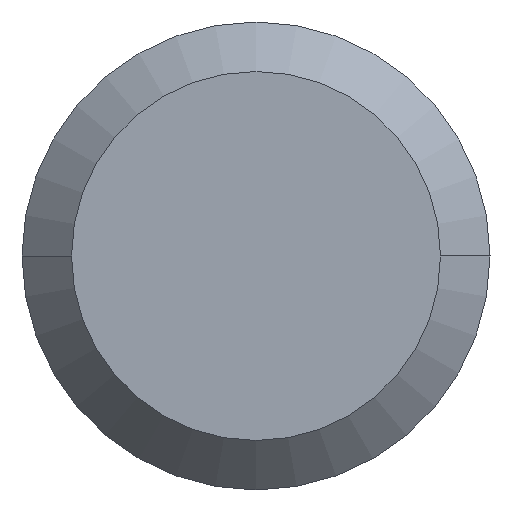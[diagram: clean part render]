
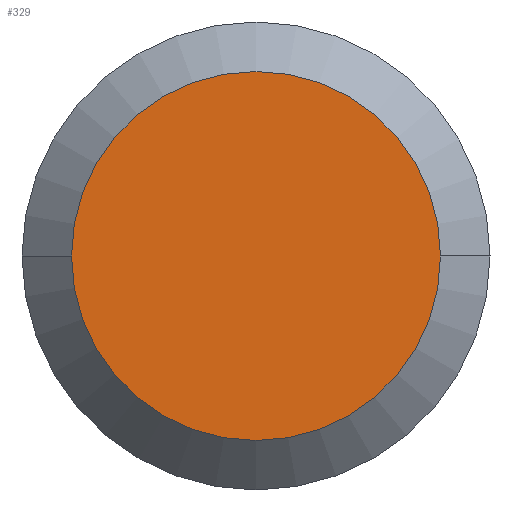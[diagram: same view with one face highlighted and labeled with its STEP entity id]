
A CAD part, left-side view. The second image highlights one B-rep face of the part: STEP entity #329.
In plain terms, the highlighted planar face has unit normal (-1, 0, 0).
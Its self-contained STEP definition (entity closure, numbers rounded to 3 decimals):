
#6 = EDGE_CURVE ( 'NONE', #141, #349, #109, .T. ) ;
#9 = DIRECTION ( 'NONE',  ( 0., 1., 0. ) ) ;
#16 = DIRECTION ( 'NONE',  ( 0., -1., 0. ) ) ;
#43 = FACE_OUTER_BOUND ( 'NONE', #104, .T. ) ;
#56 = PLANE ( 'NONE',  #98 ) ;
#87 = CARTESIAN_POINT ( 'NONE',  ( 0., 2.365, 0. ) ) ;
#90 = CARTESIAN_POINT ( 'NONE',  ( 0., 0., 0. ) ) ;
#92 = DIRECTION ( 'NONE',  ( 0., 1., 0. ) ) ;
#98 = AXIS2_PLACEMENT_3D ( 'NONE', #154, #408, #16 ) ;
#103 = CIRCLE ( 'NONE', #166, 2.365 ) ;
#104 = EDGE_LOOP ( 'NONE', ( #232, #389 ) ) ;
#109 = CIRCLE ( 'NONE', #368, 2.365 ) ;
#141 = VERTEX_POINT ( 'NONE', #171 ) ;
#154 = CARTESIAN_POINT ( 'NONE',  ( 0., 0., 0. ) ) ;
#166 = AXIS2_PLACEMENT_3D ( 'NONE', #90, #286, #92 ) ;
#171 = CARTESIAN_POINT ( 'NONE',  ( 0., -2.365, 0. ) ) ;
#232 = ORIENTED_EDGE ( 'NONE', *, *, #356, .F. ) ;
#286 = DIRECTION ( 'NONE',  ( 1., 0., 0. ) ) ;
#296 = DIRECTION ( 'NONE',  ( 1., 0., 0. ) ) ;
#329 = ADVANCED_FACE ( 'NONE', ( #43 ), #56, .T. ) ;
#349 = VERTEX_POINT ( 'NONE', #87 ) ;
#356 = EDGE_CURVE ( 'NONE', #349, #141, #103, .T. ) ;
#363 = CARTESIAN_POINT ( 'NONE',  ( 0., 0., 0. ) ) ;
#368 = AXIS2_PLACEMENT_3D ( 'NONE', #363, #296, #9 ) ;
#389 = ORIENTED_EDGE ( 'NONE', *, *, #6, .F. ) ;
#408 = DIRECTION ( 'NONE',  ( -1., 0., 0. ) ) ;
